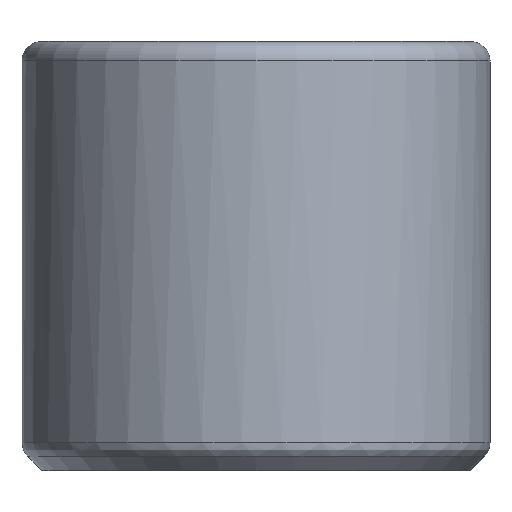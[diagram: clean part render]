
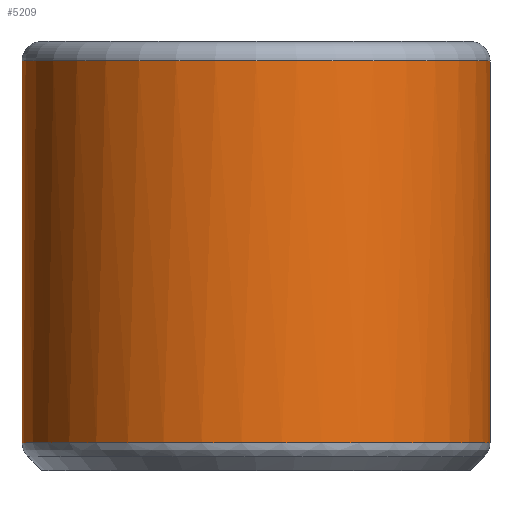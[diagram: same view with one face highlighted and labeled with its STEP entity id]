
A CAD part, front view. The second image highlights one B-rep face of the part: STEP entity #5209.
In plain terms, the highlighted cylindrical face has radius 12 mm (diameter 24 mm), a full revolution.
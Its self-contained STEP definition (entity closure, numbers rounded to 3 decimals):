
#4833 = TOROIDAL_SURFACE('',#4834,11.,1.);
#4834 = AXIS2_PLACEMENT_3D('',#4835,#4836,#4837);
#4835 = CARTESIAN_POINT('',(0.,0.,21.));
#4836 = DIRECTION('',(0.,0.,1.));
#4837 = DIRECTION('',(1.,0.,-0.));
#4929 = ( BOUNDED_SURFACE() B_SPLINE_SURFACE(2,14,(
    (#4930,#4931,#4932,#4933,#4934,#4935,#4936,#4937,#4938,#4939,#4940
      ,#4941,#4942,#4943,#4944)
    ,(#4945,#4946,#4947,#4948,#4949,#4950,#4951,#4952,#4953,#4954,#4955
      ,#4956,#4957,#4958,#4959)
    ,(#4960,#4961,#4962,#4963,#4964,#4965,#4966,#4967,#4968,#4969,#4970
      ,#4971,#4972,#4973,#4974
)),.UNSPECIFIED.,.F.,.T.,.F.) B_SPLINE_SURFACE_WITH_KNOTS((3,3),(15,15),
  (0.,75.398),(0.,75.398),
.PIECEWISE_BEZIER_KNOTS.) GEOMETRIC_REPRESENTATION_ITEM() 
RATIONAL_B_SPLINE_SURFACE((
    (1.,1.,1.,1.,1.,1.,1.,1.,1.,1.
      ,1.,1.,1.,1.,1.)
    ,(0.924,0.924,0.924,0.924
      ,0.924,0.924,0.924,0.924
      ,0.924,0.924,0.924,0.924
      ,0.924,0.924,0.924)
    ,(1.,1.,1.,1.,1.,1.,1.,1.,1.,1.
,1.,1.,1.,1.,1.))) REPRESENTATION_ITEM('') SURFACE() );
#4930 = CARTESIAN_POINT('',(12.,0.,1.414));
#4931 = CARTESIAN_POINT('',(12.,5.308,
    1.414));
#4932 = CARTESIAN_POINT('',(9.472,10.728,
    1.414));
#4933 = CARTESIAN_POINT('',(4.238,14.849,
    1.414));
#4934 = CARTESIAN_POINT('',(-2.9,16.204,
    1.414));
#4935 = CARTESIAN_POINT('',(-10.295,13.522,1.414
    ));
#4936 = CARTESIAN_POINT('',(-15.255,8.213,1.414
    ));
#4937 = CARTESIAN_POINT('',(-18.394,0.,
    1.414));
#4938 = CARTESIAN_POINT('',(-15.255,-8.213,
    1.414));
#4939 = CARTESIAN_POINT('',(-10.295,-13.522,
    1.414));
#4940 = CARTESIAN_POINT('',(-2.9,-16.204,
    1.414));
#4941 = CARTESIAN_POINT('',(4.238,-14.849,1.414
    ));
#4942 = CARTESIAN_POINT('',(9.472,-10.728,
    1.414));
#4943 = CARTESIAN_POINT('',(12.,-5.308,
    1.414));
#4944 = CARTESIAN_POINT('',(12.,0.,1.414));
#4945 = CARTESIAN_POINT('',(12.,0.,1.));
#4946 = CARTESIAN_POINT('',(12.,5.308,1.));
#4947 = CARTESIAN_POINT('',(9.472,10.728,1.));
#4948 = CARTESIAN_POINT('',(4.238,14.849,1.
    ));
#4949 = CARTESIAN_POINT('',(-2.9,16.204,
    1.));
#4950 = CARTESIAN_POINT('',(-10.295,13.522,
    1.));
#4951 = CARTESIAN_POINT('',(-15.255,8.213,
    1.));
#4952 = CARTESIAN_POINT('',(-18.394,0.,
    1.));
#4953 = CARTESIAN_POINT('',(-15.255,-8.213,
    1.));
#4954 = CARTESIAN_POINT('',(-10.295,-13.522,
    1.));
#4955 = CARTESIAN_POINT('',(-2.9,-16.204,
    1.));
#4956 = CARTESIAN_POINT('',(4.238,-14.849,1.));
#4957 = CARTESIAN_POINT('',(9.472,-10.728,1.));
#4958 = CARTESIAN_POINT('',(12.,-5.308,1.));
#4959 = CARTESIAN_POINT('',(12.,0.,1.));
#4960 = CARTESIAN_POINT('',(11.707,0.,0.707));
#4961 = CARTESIAN_POINT('',(11.707,5.178,
    0.707));
#4962 = CARTESIAN_POINT('',(9.241,10.466,
    0.707));
#4963 = CARTESIAN_POINT('',(4.135,14.487,0.707
    ));
#4964 = CARTESIAN_POINT('',(-2.829,15.808,
    0.707));
#4965 = CARTESIAN_POINT('',(-10.044,13.192,
    0.707));
#4966 = CARTESIAN_POINT('',(-14.883,8.013,0.707
    ));
#4967 = CARTESIAN_POINT('',(-17.945,0.,
    0.707));
#4968 = CARTESIAN_POINT('',(-14.883,-8.013,
    0.707));
#4969 = CARTESIAN_POINT('',(-10.044,-13.192,
    0.707));
#4970 = CARTESIAN_POINT('',(-2.829,-15.808,
    0.707));
#4971 = CARTESIAN_POINT('',(4.135,-14.487,
    0.707));
#4972 = CARTESIAN_POINT('',(9.241,-10.466,
    0.707));
#4973 = CARTESIAN_POINT('',(11.707,-5.178,
    0.707));
#4974 = CARTESIAN_POINT('',(11.707,0.,
    0.707));
#5084 = VERTEX_POINT('',#5085);
#5085 = CARTESIAN_POINT('',(12.,0.,21.));
#5105 = EDGE_CURVE('',#5084,#5084,#5106,.T.);
#5106 = SURFACE_CURVE('',#5107,(#5112,#5119),.PCURVE_S1.);
#5107 = CIRCLE('',#5108,12.);
#5108 = AXIS2_PLACEMENT_3D('',#5109,#5110,#5111);
#5109 = CARTESIAN_POINT('',(0.,0.,21.));
#5110 = DIRECTION('',(0.,0.,1.));
#5111 = DIRECTION('',(1.,0.,-0.));
#5112 = PCURVE('',#4833,#5113);
#5113 = DEFINITIONAL_REPRESENTATION('',(#5114),#5118);
#5114 = LINE('',#5115,#5116);
#5115 = CARTESIAN_POINT('',(0.,0.));
#5116 = VECTOR('',#5117,1.);
#5117 = DIRECTION('',(1.,0.));
#5118 = ( GEOMETRIC_REPRESENTATION_CONTEXT(2) 
PARAMETRIC_REPRESENTATION_CONTEXT() REPRESENTATION_CONTEXT('2D SPACE',''
  ) );
#5119 = PCURVE('',#5120,#5125);
#5120 = CYLINDRICAL_SURFACE('',#5121,12.);
#5121 = AXIS2_PLACEMENT_3D('',#5122,#5123,#5124);
#5122 = CARTESIAN_POINT('',(0.,0.,0.));
#5123 = DIRECTION('',(-0.,-0.,-1.));
#5124 = DIRECTION('',(1.,0.,0.));
#5125 = DEFINITIONAL_REPRESENTATION('',(#5126),#5130);
#5126 = LINE('',#5127,#5128);
#5127 = CARTESIAN_POINT('',(-0.,-21.));
#5128 = VECTOR('',#5129,1.);
#5129 = DIRECTION('',(-1.,0.));
#5130 = ( GEOMETRIC_REPRESENTATION_CONTEXT(2) 
PARAMETRIC_REPRESENTATION_CONTEXT() REPRESENTATION_CONTEXT('2D SPACE',''
  ) );
#5138 = VERTEX_POINT('',#5139);
#5139 = CARTESIAN_POINT('',(12.,0.,1.414));
#5160 = EDGE_CURVE('',#5138,#5138,#5161,.T.);
#5161 = SURFACE_CURVE('',#5162,(#5178,#5185),.PCURVE_S1.);
#5162 = ( BOUNDED_CURVE() B_SPLINE_CURVE(14,(#5163,#5164,#5165,#5166,
    #5167,#5168,#5169,#5170,#5171,#5172,#5173,#5174,#5175,#5176,#5177),
.UNSPECIFIED.,.T.,.F.) B_SPLINE_CURVE_WITH_KNOTS((15,15),(
0.,75.398),.PIECEWISE_BEZIER_KNOTS.) CURVE() 
GEOMETRIC_REPRESENTATION_ITEM() RATIONAL_B_SPLINE_CURVE((1.,1.,1.,1.,1.,
    1.,1.,1.,1.,1.,1.,1.,1.,1.,1.)) 
REPRESENTATION_ITEM('') );
#5163 = CARTESIAN_POINT('',(12.,0.,1.414));
#5164 = CARTESIAN_POINT('',(12.,5.308,
    1.414));
#5165 = CARTESIAN_POINT('',(9.472,10.728,
    1.414));
#5166 = CARTESIAN_POINT('',(4.238,14.849,
    1.414));
#5167 = CARTESIAN_POINT('',(-2.9,16.204,
    1.414));
#5168 = CARTESIAN_POINT('',(-10.295,13.522,1.414
    ));
#5169 = CARTESIAN_POINT('',(-15.255,8.213,1.414
    ));
#5170 = CARTESIAN_POINT('',(-18.394,0.,
    1.414));
#5171 = CARTESIAN_POINT('',(-15.255,-8.213,
    1.414));
#5172 = CARTESIAN_POINT('',(-10.295,-13.522,
    1.414));
#5173 = CARTESIAN_POINT('',(-2.9,-16.204,
    1.414));
#5174 = CARTESIAN_POINT('',(4.238,-14.849,1.414
    ));
#5175 = CARTESIAN_POINT('',(9.472,-10.728,
    1.414));
#5176 = CARTESIAN_POINT('',(12.,-5.308,
    1.414));
#5177 = CARTESIAN_POINT('',(12.,0.,1.414));
#5178 = PCURVE('',#4929,#5179);
#5179 = DEFINITIONAL_REPRESENTATION('',(#5180),#5184);
#5180 = LINE('',#5181,#5182);
#5181 = CARTESIAN_POINT('',(0.,0.));
#5182 = VECTOR('',#5183,1.);
#5183 = DIRECTION('',(0.,1.));
#5184 = ( GEOMETRIC_REPRESENTATION_CONTEXT(2) 
PARAMETRIC_REPRESENTATION_CONTEXT() REPRESENTATION_CONTEXT('2D SPACE',''
  ) );
#5185 = PCURVE('',#5120,#5186);
#5186 = DEFINITIONAL_REPRESENTATION('',(#5187),#5208);
#5187 = B_SPLINE_CURVE_WITH_KNOTS('',10,(#5188,#5189,#5190,#5191,#5192,
    #5193,#5194,#5195,#5196,#5197,#5198,#5199,#5200,#5201,#5202,#5203,
    #5204,#5205,#5206,#5207),.UNSPECIFIED.,.F.,.F.,(11,9,11),(
    0.,37.699,75.398),.UNSPECIFIED.);
#5188 = CARTESIAN_POINT('',(0.,-1.414));
#5189 = CARTESIAN_POINT('',(-0.31,-1.414));
#5190 = CARTESIAN_POINT('',(-0.624,-1.414));
#5191 = CARTESIAN_POINT('',(-0.94,-1.414));
#5192 = CARTESIAN_POINT('',(-1.256,-1.414));
#5193 = CARTESIAN_POINT('',(-1.57,-1.414));
#5194 = CARTESIAN_POINT('',(-1.885,-1.414));
#5195 = CARTESIAN_POINT('',(-2.199,-1.414));
#5196 = CARTESIAN_POINT('',(-2.513,-1.414));
#5197 = CARTESIAN_POINT('',(-2.827,-1.414));
#5198 = CARTESIAN_POINT('',(-3.456,-1.414));
#5199 = CARTESIAN_POINT('',(-3.77,-1.414));
#5200 = CARTESIAN_POINT('',(-4.084,-1.414));
#5201 = CARTESIAN_POINT('',(-4.398,-1.414));
#5202 = CARTESIAN_POINT('',(-4.713,-1.414));
#5203 = CARTESIAN_POINT('',(-5.027,-1.414));
#5204 = CARTESIAN_POINT('',(-5.343,-1.414));
#5205 = CARTESIAN_POINT('',(-5.659,-1.414));
#5206 = CARTESIAN_POINT('',(-5.974,-1.414));
#5207 = CARTESIAN_POINT('',(-6.283,-1.414));
#5208 = ( GEOMETRIC_REPRESENTATION_CONTEXT(2) 
PARAMETRIC_REPRESENTATION_CONTEXT() REPRESENTATION_CONTEXT('2D SPACE',''
  ) );
#5209 = ADVANCED_FACE('',(#5210),#5120,.T.);
#5210 = FACE_BOUND('',#5211,.F.);
#5211 = EDGE_LOOP('',(#5212,#5233,#5234,#5235));
#5212 = ORIENTED_EDGE('',*,*,#5213,.T.);
#5213 = EDGE_CURVE('',#5138,#5084,#5214,.T.);
#5214 = SEAM_CURVE('',#5215,(#5219,#5226),.PCURVE_S1.);
#5215 = LINE('',#5216,#5217);
#5216 = CARTESIAN_POINT('',(12.,0.,0.));
#5217 = VECTOR('',#5218,1.);
#5218 = DIRECTION('',(0.,0.,1.));
#5219 = PCURVE('',#5120,#5220);
#5220 = DEFINITIONAL_REPRESENTATION('',(#5221),#5225);
#5221 = LINE('',#5222,#5223);
#5222 = CARTESIAN_POINT('',(-0.,0.));
#5223 = VECTOR('',#5224,1.);
#5224 = DIRECTION('',(-0.,-1.));
#5225 = ( GEOMETRIC_REPRESENTATION_CONTEXT(2) 
PARAMETRIC_REPRESENTATION_CONTEXT() REPRESENTATION_CONTEXT('2D SPACE',''
  ) );
#5226 = PCURVE('',#5120,#5227);
#5227 = DEFINITIONAL_REPRESENTATION('',(#5228),#5232);
#5228 = LINE('',#5229,#5230);
#5229 = CARTESIAN_POINT('',(-6.283,0.));
#5230 = VECTOR('',#5231,1.);
#5231 = DIRECTION('',(-0.,-1.));
#5232 = ( GEOMETRIC_REPRESENTATION_CONTEXT(2) 
PARAMETRIC_REPRESENTATION_CONTEXT() REPRESENTATION_CONTEXT('2D SPACE',''
  ) );
#5233 = ORIENTED_EDGE('',*,*,#5105,.T.);
#5234 = ORIENTED_EDGE('',*,*,#5213,.F.);
#5235 = ORIENTED_EDGE('',*,*,#5160,.F.);
